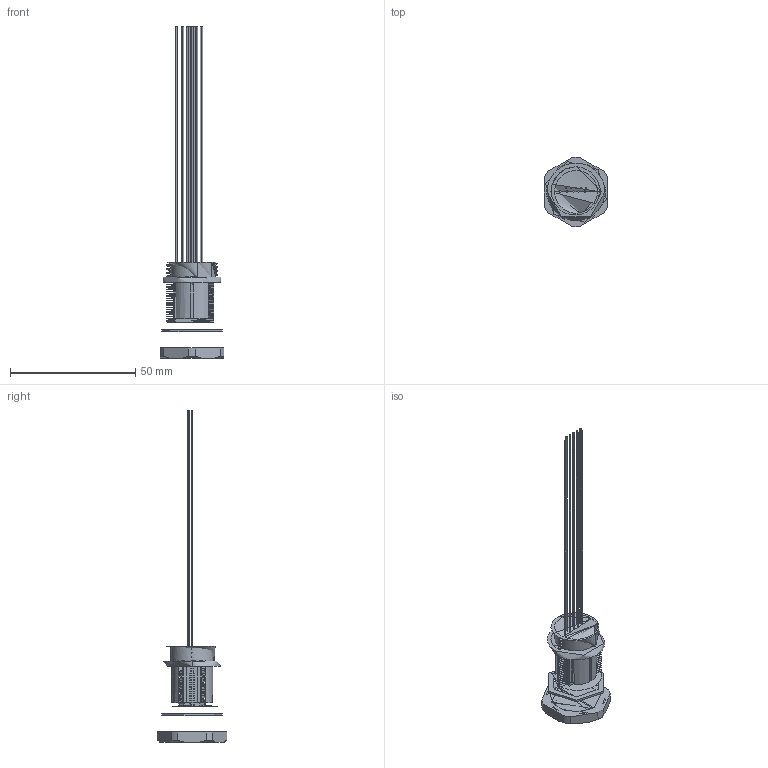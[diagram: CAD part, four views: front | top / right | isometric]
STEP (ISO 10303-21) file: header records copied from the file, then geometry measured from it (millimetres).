
FILE_DESCRIPTION (( 'STEP AP214' ), '1' );
FILE_NAME ('U3A00025-10I_3D.STEP', '2020-01-22T19:59:18', ( '' ), ( '' ), 'SwSTEP 2.0', 'SolidWorks 2018', '' );
FILE_SCHEMA (( 'AUTOMOTIVE_DESIGN' ));
Length unit declared in the file: millimetre
Products named in the file (9): 1AA05-130; 1AG01-284_1AG01-284; 1BC01-117_NEW STRUCTURE; WIRES FPR U3A00025-10I; 1AA05-130-MA2; U3A00025-10I_3D; 1AA05-130-MA1; 1AJ03-031; 1AG01-283
Assembly tree (8 placements, depth 3):
  U3A00025-10I_3D
    1AG01-283
    WIRES FPR U3A00025-10I
    1AA05-130
      1AA05-130-MA2
      1AA05-130-MA1
    1BC01-117_NEW STRUCTURE
    1AG01-284_1AG01-284
    1AJ03-031
Bounding box: 25.4 x 27.8 x 132.42 mm (x, y, z)
Volume: 5241 mm3
Topology: 15 solids, 21 shells, 2434 faces, 6651 edges, 4343 vertices
Faces by surface type: plane 1456, cylinder 681, bspline 260, cone 37
Entity records: 135422 total; most frequent: CARTESIAN_POINT 67469, ORIENTED_EDGE 13221, DIRECTION 9676, EDGE_CURVE 6652, VERTEX_POINT 4343, LINE 3986, VECTOR 3986, AXIS2_PLACEMENT_3D 2845
